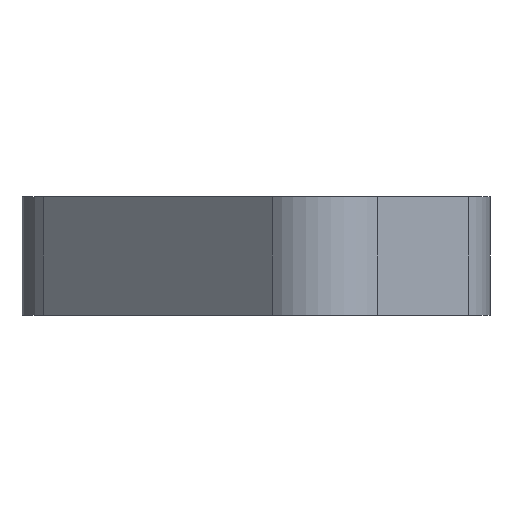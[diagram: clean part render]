
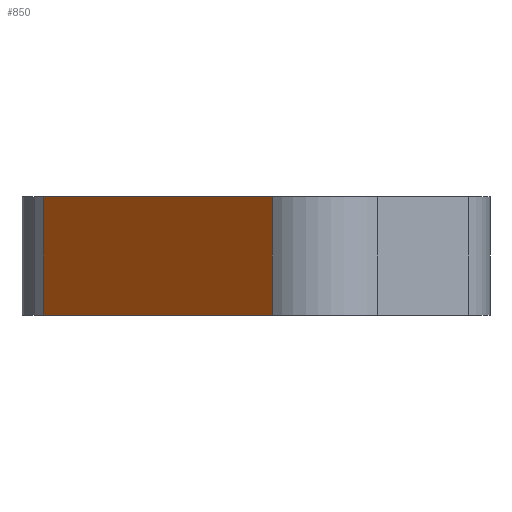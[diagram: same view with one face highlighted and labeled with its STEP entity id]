
A CAD part, left-side view. The second image highlights one B-rep face of the part: STEP entity #850.
In plain terms, the highlighted planar face has unit normal (-0.707, 0.707, 0).
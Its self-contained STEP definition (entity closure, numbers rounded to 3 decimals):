
#58=PLANE('',#962);
#104=FACE_OUTER_BOUND('',#163,.T.);
#163=EDGE_LOOP('',(#762,#763,#764,#765));
#177=LINE('',#1259,#242);
#182=LINE('',#1271,#247);
#203=LINE('',#1356,#268);
#237=LINE('',#1467,#302);
#242=VECTOR('',#1002,10.);
#247=VECTOR('',#1013,10.);
#268=VECTOR('',#1092,10.);
#302=VECTOR('',#1224,10.);
#364=VERTEX_POINT('',#1256);
#365=VERTEX_POINT('',#1258);
#369=VERTEX_POINT('',#1270);
#404=VERTEX_POINT('',#1354);
#446=EDGE_CURVE('',#364,#365,#177,.T.);
#452=EDGE_CURVE('',#369,#365,#182,.T.);
#495=EDGE_CURVE('',#369,#404,#203,.T.);
#549=EDGE_CURVE('',#404,#364,#237,.T.);
#762=ORIENTED_EDGE('',*,*,#446,.F.);
#763=ORIENTED_EDGE('',*,*,#549,.F.);
#764=ORIENTED_EDGE('',*,*,#495,.F.);
#765=ORIENTED_EDGE('',*,*,#452,.T.);
#850=ADVANCED_FACE('',(#104),#58,.T.);
#962=AXIS2_PLACEMENT_3D('',#1466,#1222,#1223);
#1002=DIRECTION('',(0.,0.,1.));
#1013=DIRECTION('',(0.707,0.707,0.));
#1092=DIRECTION('',(0.,0.,-1.));
#1222=DIRECTION('center_axis',(-0.707,0.707,0.));
#1223=DIRECTION('ref_axis',(0.707,0.707,0.));
#1224=DIRECTION('',(0.707,0.707,0.));
#1256=CARTESIAN_POINT('',(-3.536,18.965,-8.));
#1258=CARTESIAN_POINT('',(-3.536,18.965,0.));
#1259=CARTESIAN_POINT('',(-3.536,18.965,0.));
#1270=CARTESIAN_POINT('',(-18.965,3.536,0.));
#1271=CARTESIAN_POINT('',(-22.5,0.,0.));
#1354=CARTESIAN_POINT('',(-18.965,3.536,-8.));
#1356=CARTESIAN_POINT('',(-18.965,3.536,0.));
#1466=CARTESIAN_POINT('Origin',(-22.5,0.,
0.));
#1467=CARTESIAN_POINT('',(-22.5,0.,-8.));
